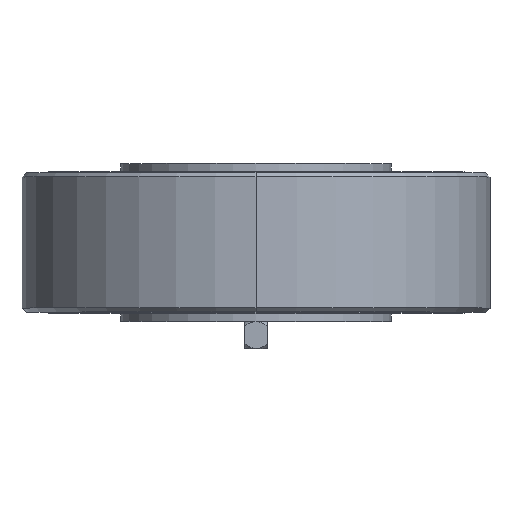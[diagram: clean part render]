
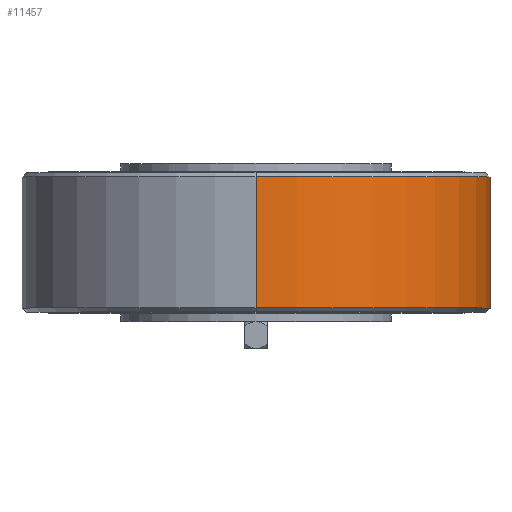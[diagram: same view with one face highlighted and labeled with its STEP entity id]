
A CAD part, top view. The second image highlights one B-rep face of the part: STEP entity #11457.
In plain terms, the highlighted cylindrical face has radius 112.5 mm (diameter 225 mm), a partial arc.
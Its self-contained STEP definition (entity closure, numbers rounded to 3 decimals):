
#213 = DIRECTION ( 'NONE',  ( 0., -1., 0. ) ) ;
#2444 = VERTEX_POINT ( 'NONE', #25589 ) ;
#2828 = EDGE_LOOP ( 'NONE', ( #26668, #15506, #24519, #14309, #16369, #22628, #11259, #18078 ) ) ;
#3525 = CARTESIAN_POINT ( 'NONE',  ( 0., 65., 0. ) ) ;
#3583 = AXIS2_PLACEMENT_3D ( 'NONE', #11775, #11959, #22457 ) ;
#3612 = EDGE_CURVE ( 'NONE', #7284, #23844, #14495, .T. ) ;
#3615 = DIRECTION ( 'NONE',  ( 0., 0., 1. ) ) ;
#3707 = LINE ( 'NONE', #15533, #13914 ) ;
#4274 = LINE ( 'NONE', #26435, #16181 ) ;
#4476 = VERTEX_POINT ( 'NONE', #10848 ) ;
#5603 = DIRECTION ( 'NONE',  ( 0., -1., 0. ) ) ;
#5892 = CARTESIAN_POINT ( 'NONE',  ( 0., 65., 112.5 ) ) ;
#6394 = CIRCLE ( 'NONE', #3583, 112.5 ) ;
#6475 = CIRCLE ( 'NONE', #22949, 112.5 ) ;
#6670 = CARTESIAN_POINT ( 'NONE',  ( 0., 2., 112.5 ) ) ;
#6694 = EDGE_CURVE ( 'NONE', #26374, #22591, #13321, .T. ) ;
#7059 = DIRECTION ( 'NONE',  ( 0., -1., 0. ) ) ;
#7284 = VERTEX_POINT ( 'NONE', #26864 ) ;
#7374 = DIRECTION ( 'NONE',  ( 0., 1., 0. ) ) ;
#7521 = CIRCLE ( 'NONE', #26048, 112.5 ) ;
#8595 = CYLINDRICAL_SURFACE ( 'NONE', #26018, 112.5 ) ;
#8704 = VERTEX_POINT ( 'NONE', #15630 ) ;
#8750 = EDGE_CURVE ( 'NONE', #2444, #8704, #3707, .T. ) ;
#8825 = CARTESIAN_POINT ( 'NONE',  ( 0., 18.4, 0. ) ) ;
#9108 = CIRCLE ( 'NONE', #23264, 112.5 ) ;
#9967 = DIRECTION ( 'NONE',  ( 0., -1., 0. ) ) ;
#10848 = CARTESIAN_POINT ( 'NONE',  ( 0., 2., -112.5 ) ) ;
#11096 = DIRECTION ( 'NONE',  ( 0., 0., -1. ) ) ;
#11259 = ORIENTED_EDGE ( 'NONE', *, *, #21641, .T. ) ;
#11457 = ADVANCED_FACE ( 'NONE', ( #23761 ), #8595, .T. ) ;
#11775 = CARTESIAN_POINT ( 'NONE',  ( 0., 2., 0. ) ) ;
#11959 = DIRECTION ( 'NONE',  ( 0., 1., 0. ) ) ;
#13321 = LINE ( 'NONE', #21144, #18655 ) ;
#13914 = VECTOR ( 'NONE', #7059, 1000. ) ;
#13962 = VERTEX_POINT ( 'NONE', #21956 ) ;
#14309 = ORIENTED_EDGE ( 'NONE', *, *, #19963, .F. ) ;
#14495 = LINE ( 'NONE', #21949, #26368 ) ;
#15506 = ORIENTED_EDGE ( 'NONE', *, *, #6694, .T. ) ;
#15533 = CARTESIAN_POINT ( 'NONE',  ( 0., 67., -112.5 ) ) ;
#15630 = CARTESIAN_POINT ( 'NONE',  ( 0., 48.6, -112.5 ) ) ;
#15672 = CARTESIAN_POINT ( 'NONE',  ( 0., 48.6, 0. ) ) ;
#15686 = DIRECTION ( 'NONE',  ( 0., -1., 0. ) ) ;
#16181 = VECTOR ( 'NONE', #5603, 1000. ) ;
#16369 = ORIENTED_EDGE ( 'NONE', *, *, #23639, .F. ) ;
#17254 = DIRECTION ( 'NONE',  ( 0., 0., -1. ) ) ;
#17371 = CARTESIAN_POINT ( 'NONE',  ( 0., 67., 0. ) ) ;
#18078 = ORIENTED_EDGE ( 'NONE', *, *, #8750, .F. ) ;
#18316 = EDGE_CURVE ( 'NONE', #22591, #4476, #6394, .T. ) ;
#18655 = VECTOR ( 'NONE', #23066, 1000. ) ;
#19082 = DIRECTION ( 'NONE',  ( 0., 1., 0. ) ) ;
#19963 = EDGE_CURVE ( 'NONE', #13962, #4476, #4274, .T. ) ;
#21144 = CARTESIAN_POINT ( 'NONE',  ( 0., 67., 112.5 ) ) ;
#21641 = EDGE_CURVE ( 'NONE', #7284, #8704, #7521, .T. ) ;
#21949 = CARTESIAN_POINT ( 'NONE',  ( 18.31, 67., -111. ) ) ;
#21956 = CARTESIAN_POINT ( 'NONE',  ( 0., 18.4, -112.5 ) ) ;
#22457 = DIRECTION ( 'NONE',  ( 0., 0., 1. ) ) ;
#22591 = VERTEX_POINT ( 'NONE', #6670 ) ;
#22628 = ORIENTED_EDGE ( 'NONE', *, *, #3612, .F. ) ;
#22949 = AXIS2_PLACEMENT_3D ( 'NONE', #8825, #19082, #17254 ) ;
#23066 = DIRECTION ( 'NONE',  ( 0., -1., 0. ) ) ;
#23264 = AXIS2_PLACEMENT_3D ( 'NONE', #3525, #9967, #3615 ) ;
#23398 = EDGE_CURVE ( 'NONE', #2444, #26374, #9108, .T. ) ;
#23639 = EDGE_CURVE ( 'NONE', #23844, #13962, #6475, .T. ) ;
#23761 = FACE_OUTER_BOUND ( 'NONE', #2828, .T. ) ;
#23840 = DIRECTION ( 'NONE',  ( 0., 0., 1. ) ) ;
#23844 = VERTEX_POINT ( 'NONE', #26370 ) ;
#24519 = ORIENTED_EDGE ( 'NONE', *, *, #18316, .T. ) ;
#25589 = CARTESIAN_POINT ( 'NONE',  ( 0., 65., -112.5 ) ) ;
#26018 = AXIS2_PLACEMENT_3D ( 'NONE', #17371, #213, #11096 ) ;
#26048 = AXIS2_PLACEMENT_3D ( 'NONE', #15672, #7374, #23840 ) ;
#26368 = VECTOR ( 'NONE', #15686, 1000. ) ;
#26370 = CARTESIAN_POINT ( 'NONE',  ( 18.31, 18.4, -111. ) ) ;
#26374 = VERTEX_POINT ( 'NONE', #5892 ) ;
#26435 = CARTESIAN_POINT ( 'NONE',  ( 0., 67., -112.5 ) ) ;
#26668 = ORIENTED_EDGE ( 'NONE', *, *, #23398, .T. ) ;
#26864 = CARTESIAN_POINT ( 'NONE',  ( 18.31, 48.6, -111. ) ) ;
